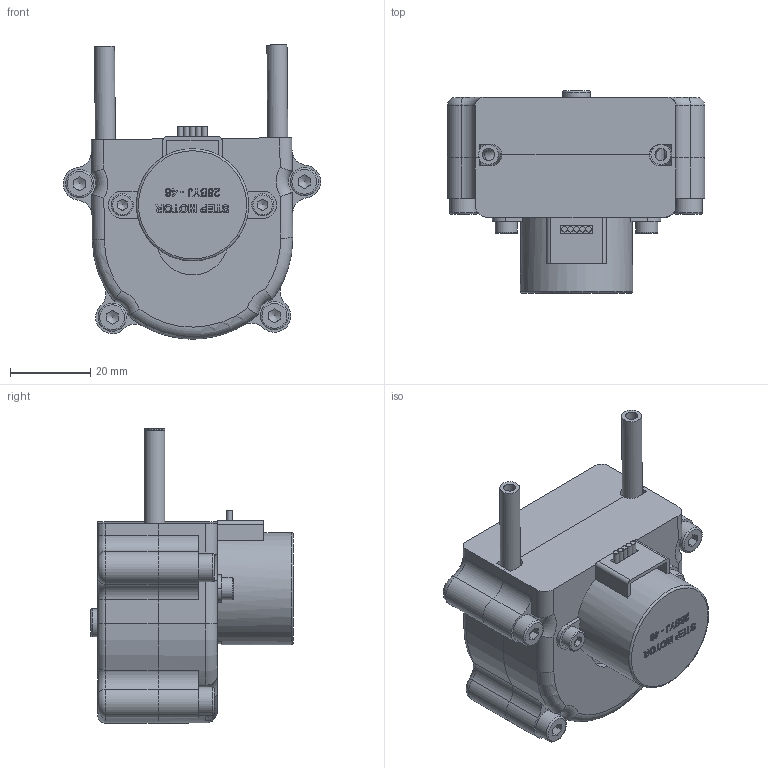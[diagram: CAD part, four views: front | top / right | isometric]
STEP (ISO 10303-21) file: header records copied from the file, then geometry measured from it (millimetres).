
FILE_DESCRIPTION(/* description */ (''),/* implementation_level */ '2;1');
FILE_NAME(/* name */ 'Pump assembly.stp',/* time_stamp */ '2022-02-01T20:25:31+01:00',/* author */ ('Michał Janus'),/* organization */ (''),/* preprocessor_version */ 'ST-DEVELOPER v18.1',/* originating_system */ 'Autodesk Inventor 2022',/* authorisation */ '');
FILE_SCHEMA (('AUTOMOTIVE_DESIGN { 1 0 10303 214 3 1 1 }'));
Length unit declared in the file: millimetre
Products named in the file (12): Pompa; Step - 28BYJ-48; wal pompy; lozysko pompy2; Lozysko pompy; korpus pompy; 2czesc korpusu pompy; DIN 912 - M4 x 25; DIN 912 - M3 x 10; DIN 912 - M4 x 12; wezyk5x3; DIN 7991 - M5x12
Assembly tree (20 placements, depth 2):
  Pompa
    Step - 28BYJ-48
    Lozysko pompy  x4
    wal pompy
    lozysko pompy2
    korpus pompy
    DIN 7991 - M5x12  x3
    2czesc korpusu pompy
    DIN 912 - M4 x 25  x4
    DIN 912 - M3 x 10  x2
    DIN 912 - M4 x 12
    wezyk5x3
Bounding box: 64.17 x 50.5 x 73.38 mm (x, y, z)
Volume: 62783.5 mm3; surface area: 42259 mm2
Topology: 21 solids, 21 shells, 689 faces, 1733 edges, 1134 vertices
Faces by surface type: plane 352, cylinder 159, bspline 106, torus 49, cone 23
Full cylindrical faces by diameter (mm): 1 x2, 1.4 x5, 3 x4, 3.8 x6, 4 x7, 4.2 x4, 4.8 x4, 5 x13, 5.1 x2, 5.5 x2, 7 x5, 8 x4, 9 x1, 10 x3, 16 x5, 18 x1, 22 x2, 26 x1, 28 x1
Entity records: 24706 total; most frequent: CARTESIAN_POINT 10141, ORIENTED_EDGE 3008, DIRECTION 2659, EDGE_CURVE 1504, VERTEX_POINT 984, AXIS2_PLACEMENT_3D 906, LINE 847, VECTOR 847
